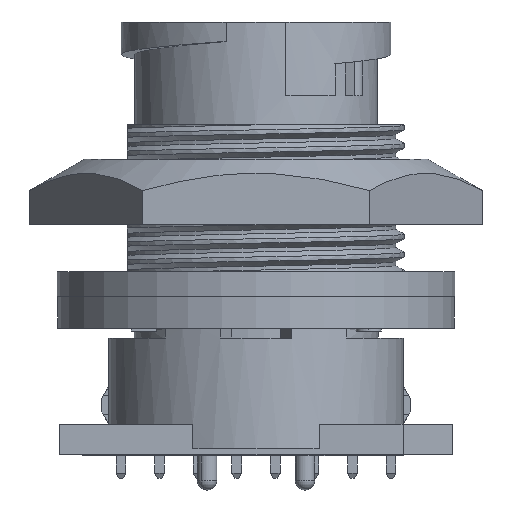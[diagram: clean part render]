
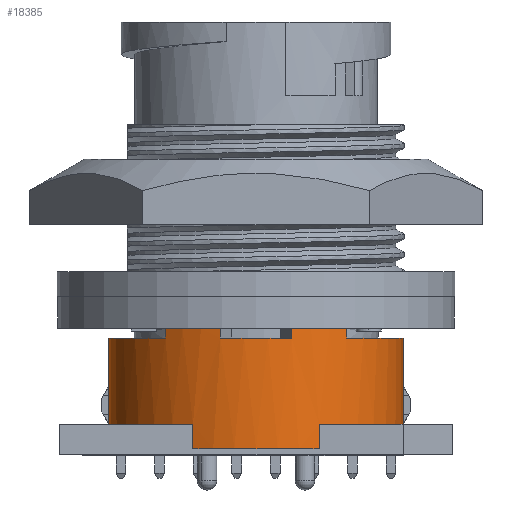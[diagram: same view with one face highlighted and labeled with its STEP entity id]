
A CAD part, front view. The second image highlights one B-rep face of the part: STEP entity #18385.
In plain terms, the highlighted cylindrical face has radius 7.62 mm (diameter 15.24 mm), a partial arc.
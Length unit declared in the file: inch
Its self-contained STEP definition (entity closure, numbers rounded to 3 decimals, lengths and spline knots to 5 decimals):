
#776 = DIRECTION ( 'NONE',  ( 0., 0., 1. ) ) ;
#831 = LINE ( 'NONE', #30813, #25619 ) ;
#1136 = CARTESIAN_POINT ( 'NONE',  ( 0.1848, -0.23632, -0.625 ) ) ;
#1267 = DIRECTION ( 'NONE',  ( 0., 0., 1. ) ) ;
#1362 = EDGE_CURVE ( 'NONE', #24360, #21578, #20897, .T. ) ;
#1497 = EDGE_CURVE ( 'NONE', #27030, #14344, #3001, .T. ) ;
#1641 = FACE_OUTER_BOUND ( 'NONE', #30987, .T. ) ;
#1740 = LINE ( 'NONE', #2056, #27316 ) ;
#2049 = CARTESIAN_POINT ( 'NONE',  ( -0.12868, -0.271, -0.871 ) ) ;
#2056 = CARTESIAN_POINT ( 'NONE',  ( -0.07245, -0.29112, -0.645 ) ) ;
#2960 = AXIS2_PLACEMENT_3D ( 'NONE', #4059, #21941, #6627 ) ;
#2980 = AXIS2_PLACEMENT_3D ( 'NONE', #26410, #11086, #29002 ) ;
#3001 = CIRCLE ( 'NONE', #14929, 0.3 ) ;
#3030 = EDGE_CURVE ( 'NONE', #28565, #15331, #14071, .T. ) ;
#3244 = ORIENTED_EDGE ( 'NONE', *, *, #32734, .T. ) ;
#3276 = EDGE_CURVE ( 'NONE', #26299, #16644, #22941, .T. ) ;
#3785 = CARTESIAN_POINT ( 'NONE',  ( -0.1848, -0.23632, -0.625 ) ) ;
#4009 = VECTOR ( 'NONE', #776, 39.37008 ) ;
#4059 = CARTESIAN_POINT ( 'NONE',  ( 0., 0., -0.871 ) ) ;
#4959 = DIRECTION ( 'NONE',  ( 0., 0., 1. ) ) ;
#5162 = ORIENTED_EDGE ( 'NONE', *, *, #3276, .F. ) ;
#5510 = VERTEX_POINT ( 'NONE', #17962 ) ;
#6074 = VECTOR ( 'NONE', #27978, 39.37008 ) ;
#6627 = DIRECTION ( 'NONE',  ( -1., 0., 0. ) ) ;
#6654 = CARTESIAN_POINT ( 'NONE',  ( 0., 0., -0.625 ) ) ;
#6837 = CYLINDRICAL_SURFACE ( 'NONE', #16330, 0.3 ) ;
#7103 = AXIS2_PLACEMENT_3D ( 'NONE', #14236, #32186, #16825 ) ;
#7197 = DIRECTION ( 'NONE',  ( 0., 0., 1. ) ) ;
#7403 = LINE ( 'NONE', #18172, #21004 ) ;
#7448 = DIRECTION ( 'NONE',  ( 1., 0., 0. ) ) ;
#7525 = CARTESIAN_POINT ( 'NONE',  ( -0.1848, -0.23632, -0.645 ) ) ;
#7701 = CARTESIAN_POINT ( 'NONE',  ( -0.1848, -0.23632, -0.645 ) ) ;
#7790 = CARTESIAN_POINT ( 'NONE',  ( 0.3, 0., -0.821 ) ) ;
#8803 = CARTESIAN_POINT ( 'NONE',  ( 0.07245, -0.29112, -0.645 ) ) ;
#8999 = ORIENTED_EDGE ( 'NONE', *, *, #23359, .F. ) ;
#9162 = ORIENTED_EDGE ( 'NONE', *, *, #30948, .F. ) ;
#9208 = DIRECTION ( 'NONE',  ( -1., 0., 0. ) ) ;
#9861 = VERTEX_POINT ( 'NONE', #29590 ) ;
#10665 = VECTOR ( 'NONE', #28320, 39.37008 ) ;
#11035 = CARTESIAN_POINT ( 'NONE',  ( -0.07245, -0.29112, -0.645 ) ) ;
#11086 = DIRECTION ( 'NONE',  ( 0., 0., -1. ) ) ;
#12520 = ORIENTED_EDGE ( 'NONE', *, *, #18439, .T. ) ;
#12614 = AXIS2_PLACEMENT_3D ( 'NONE', #20264, #4959, #22850 ) ;
#13132 = CARTESIAN_POINT ( 'NONE',  ( 0., 0., -0.645 ) ) ;
#13466 = CARTESIAN_POINT ( 'NONE',  ( -0.3, 0., -0.821 ) ) ;
#13911 = CARTESIAN_POINT ( 'NONE',  ( 0., 0., -0.821 ) ) ;
#14071 = CIRCLE ( 'NONE', #23180, 0.3 ) ;
#14236 = CARTESIAN_POINT ( 'NONE',  ( 0., 0., -0.821 ) ) ;
#14344 = VERTEX_POINT ( 'NONE', #24410 ) ;
#14465 = LINE ( 'NONE', #17477, #27307 ) ;
#14528 = VERTEX_POINT ( 'NONE', #2049 ) ;
#14630 = EDGE_CURVE ( 'NONE', #27557, #9861, #15707, .T. ) ;
#14808 = CARTESIAN_POINT ( 'NONE',  ( 0.12868, -0.271, -0.871 ) ) ;
#14865 = DIRECTION ( 'NONE',  ( 0., 0., 1. ) ) ;
#14923 = EDGE_CURVE ( 'NONE', #14344, #5510, #24182, .T. ) ;
#14929 = AXIS2_PLACEMENT_3D ( 'NONE', #16546, #1267, #19151 ) ;
#15119 = VERTEX_POINT ( 'NONE', #14808 ) ;
#15178 = CIRCLE ( 'NONE', #20958, 0.3 ) ;
#15331 = VERTEX_POINT ( 'NONE', #7701 ) ;
#15707 = CIRCLE ( 'NONE', #12614, 0.3 ) ;
#15708 = DIRECTION ( 'NONE',  ( 1., 0., 0. ) ) ;
#16052 = EDGE_CURVE ( 'NONE', #27030, #24360, #1740, .T. ) ;
#16330 = AXIS2_PLACEMENT_3D ( 'NONE', #17831, #33191, #7448 ) ;
#16396 = ORIENTED_EDGE ( 'NONE', *, *, #17655, .F. ) ;
#16484 = DIRECTION ( 'NONE',  ( -1., 0., 0. ) ) ;
#16546 = CARTESIAN_POINT ( 'NONE',  ( 0., 0., -0.645 ) ) ;
#16644 = VERTEX_POINT ( 'NONE', #31661 ) ;
#16825 = DIRECTION ( 'NONE',  ( -1., 0., 0. ) ) ;
#17477 = CARTESIAN_POINT ( 'NONE',  ( -0.12868, -0.271, -0.871 ) ) ;
#17625 = CARTESIAN_POINT ( 'NONE',  ( 0.1848, -0.23632, -0.645 ) ) ;
#17655 = EDGE_CURVE ( 'NONE', #15331, #21578, #32484, .T. ) ;
#17831 = CARTESIAN_POINT ( 'NONE',  ( 0., 0., -0.821 ) ) ;
#17962 = CARTESIAN_POINT ( 'NONE',  ( 0.07245, -0.29112, -0.625 ) ) ;
#18046 = DIRECTION ( 'NONE',  ( 0., 0., 1. ) ) ;
#18172 = CARTESIAN_POINT ( 'NONE',  ( 0.3, 0., -0.821 ) ) ;
#18282 = DIRECTION ( 'NONE',  ( 0., 0., 1. ) ) ;
#18385 = ADVANCED_FACE ( 'NONE', ( #1641 ), #6837, .T. ) ;
#18439 = EDGE_CURVE ( 'NONE', #15119, #16644, #831, .T. ) ;
#18637 = VERTEX_POINT ( 'NONE', #26649 ) ;
#19102 = CIRCLE ( 'NONE', #28266, 0.3 ) ;
#19151 = DIRECTION ( 'NONE',  ( 1., 0., 0. ) ) ;
#19529 = VERTEX_POINT ( 'NONE', #1136 ) ;
#20264 = CARTESIAN_POINT ( 'NONE',  ( 0., 0., -0.645 ) ) ;
#20743 = CARTESIAN_POINT ( 'NONE',  ( -0.07245, -0.29112, -0.625 ) ) ;
#20897 = CIRCLE ( 'NONE', #2980, 0.3 ) ;
#20958 = AXIS2_PLACEMENT_3D ( 'NONE', #13911, #31862, #16484 ) ;
#21004 = VECTOR ( 'NONE', #18282, 39.37008 ) ;
#21247 = ORIENTED_EDGE ( 'NONE', *, *, #31063, .F. ) ;
#21517 = ORIENTED_EDGE ( 'NONE', *, *, #16052, .T. ) ;
#21578 = VERTEX_POINT ( 'NONE', #3785 ) ;
#21941 = DIRECTION ( 'NONE',  ( 0., 0., -1. ) ) ;
#22034 = VERTEX_POINT ( 'NONE', #23532 ) ;
#22850 = DIRECTION ( 'NONE',  ( 1., 0., 0. ) ) ;
#22941 = CIRCLE ( 'NONE', #7103, 0.3 ) ;
#23180 = AXIS2_PLACEMENT_3D ( 'NONE', #13132, #31085, #15708 ) ;
#23297 = ORIENTED_EDGE ( 'NONE', *, *, #26413, .T. ) ;
#23359 = EDGE_CURVE ( 'NONE', #15119, #14528, #24679, .T. ) ;
#23532 = CARTESIAN_POINT ( 'NONE',  ( -0.3, 0., -0.821 ) ) ;
#24127 = DIRECTION ( 'NONE',  ( 0., 0., 1. ) ) ;
#24182 = LINE ( 'NONE', #8803, #31008 ) ;
#24360 = VERTEX_POINT ( 'NONE', #20743 ) ;
#24410 = CARTESIAN_POINT ( 'NONE',  ( 0.07245, -0.29112, -0.645 ) ) ;
#24474 = ORIENTED_EDGE ( 'NONE', *, *, #3030, .F. ) ;
#24535 = DIRECTION ( 'NONE',  ( 0., 0., 1. ) ) ;
#24679 = CIRCLE ( 'NONE', #2960, 0.3 ) ;
#25619 = VECTOR ( 'NONE', #18046, 39.37008 ) ;
#25718 = CARTESIAN_POINT ( 'NONE',  ( 0.1848, -0.23632, -0.645 ) ) ;
#26299 = VERTEX_POINT ( 'NONE', #7790 ) ;
#26410 = CARTESIAN_POINT ( 'NONE',  ( 0., 0., -0.625 ) ) ;
#26413 = EDGE_CURVE ( 'NONE', #26299, #9861, #7403, .T. ) ;
#26649 = CARTESIAN_POINT ( 'NONE',  ( -0.12868, -0.271, -0.821 ) ) ;
#27030 = VERTEX_POINT ( 'NONE', #11035 ) ;
#27307 = VECTOR ( 'NONE', #14865, 39.37008 ) ;
#27316 = VECTOR ( 'NONE', #7197, 39.37008 ) ;
#27426 = ORIENTED_EDGE ( 'NONE', *, *, #31872, .F. ) ;
#27557 = VERTEX_POINT ( 'NONE', #17625 ) ;
#27978 = DIRECTION ( 'NONE',  ( 0., 0., 1. ) ) ;
#28257 = EDGE_CURVE ( 'NONE', #14528, #18637, #14465, .T. ) ;
#28266 = AXIS2_PLACEMENT_3D ( 'NONE', #6654, #24535, #9208 ) ;
#28320 = DIRECTION ( 'NONE',  ( 0., 0., 1. ) ) ;
#28565 = VERTEX_POINT ( 'NONE', #31131 ) ;
#29002 = DIRECTION ( 'NONE',  ( -1., 0., 0. ) ) ;
#29015 = ORIENTED_EDGE ( 'NONE', *, *, #14923, .F. ) ;
#29284 = ORIENTED_EDGE ( 'NONE', *, *, #28257, .F. ) ;
#29504 = ORIENTED_EDGE ( 'NONE', *, *, #1497, .F. ) ;
#29590 = CARTESIAN_POINT ( 'NONE',  ( 0.3, 0., -0.645 ) ) ;
#30778 = ORIENTED_EDGE ( 'NONE', *, *, #1362, .T. ) ;
#30813 = CARTESIAN_POINT ( 'NONE',  ( 0.12868, -0.271, -0.871 ) ) ;
#30948 = EDGE_CURVE ( 'NONE', #22034, #28565, #31224, .T. ) ;
#30987 = EDGE_LOOP ( 'NONE', ( #9162, #21247, #29284, #8999, #12520, #5162, #23297, #32482, #3244, #27426, #29015, #29504, #21517, #30778, #16396, #24474 ) ) ;
#31008 = VECTOR ( 'NONE', #24127, 39.37008 ) ;
#31063 = EDGE_CURVE ( 'NONE', #18637, #22034, #15178, .T. ) ;
#31085 = DIRECTION ( 'NONE',  ( 0., 0., 1. ) ) ;
#31102 = LINE ( 'NONE', #25718, #10665 ) ;
#31131 = CARTESIAN_POINT ( 'NONE',  ( -0.3, 0., -0.645 ) ) ;
#31224 = LINE ( 'NONE', #13466, #4009 ) ;
#31661 = CARTESIAN_POINT ( 'NONE',  ( 0.12868, -0.271, -0.821 ) ) ;
#31862 = DIRECTION ( 'NONE',  ( 0., 0., -1. ) ) ;
#31872 = EDGE_CURVE ( 'NONE', #5510, #19529, #19102, .T. ) ;
#32186 = DIRECTION ( 'NONE',  ( 0., 0., -1. ) ) ;
#32482 = ORIENTED_EDGE ( 'NONE', *, *, #14630, .F. ) ;
#32484 = LINE ( 'NONE', #7525, #6074 ) ;
#32734 = EDGE_CURVE ( 'NONE', #27557, #19529, #31102, .T. ) ;
#33191 = DIRECTION ( 'NONE',  ( 0., 0., 1. ) ) ;
